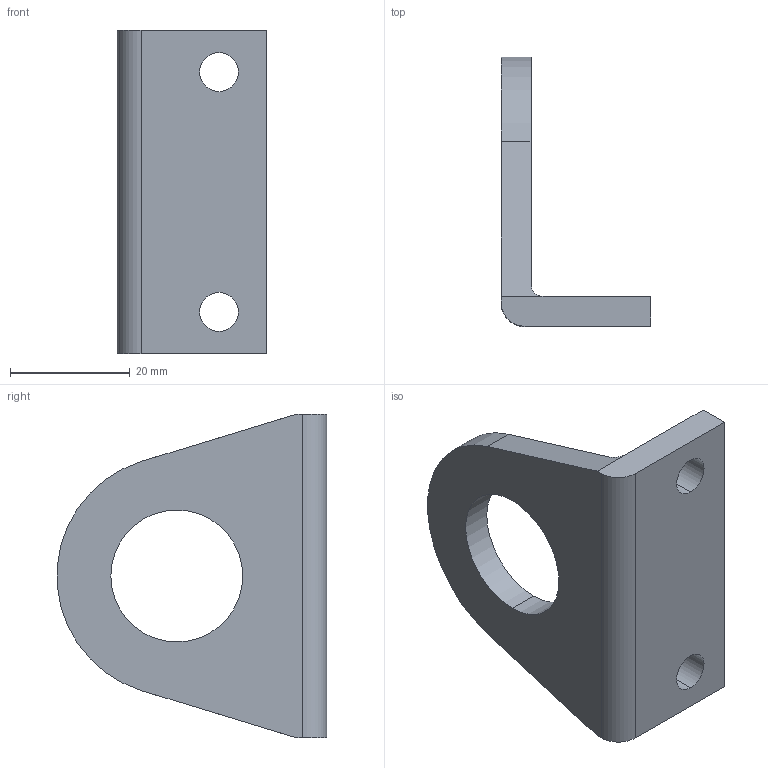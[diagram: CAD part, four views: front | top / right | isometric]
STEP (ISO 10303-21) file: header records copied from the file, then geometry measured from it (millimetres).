
FILE_DESCRIPTION (( 'STEP AP203' ), '1' );
FILE_NAME ('W0950200001.step', '2025-05-29T13:02:08', ( '' ), ( '' ), 'SwSTEP 2.0', 'SolidWorks 2024', '' );
FILE_SCHEMA (( 'CONFIG_CONTROL_DESIGN' ));
Length unit declared in the file: inch
Products named in the file (1): W0950200001
Bounding box: 25 x 44.93 x 54 mm (x, y, z)
Volume: 12328.4 mm3; surface area: 6437.6 mm2
Topology: 1 solids, 1 shells, 18 faces, 46 edges, 30 vertices
Faces by surface type: cylinder 9, plane 9
Entity records: 641 total; most frequent: CARTESIAN_POINT 101, DIRECTION 98, ORIENTED_EDGE 92, EDGE_CURVE 46, AXIS2_PLACEMENT_3D 35, VERTEX_POINT 30, LINE 28, VECTOR 28
